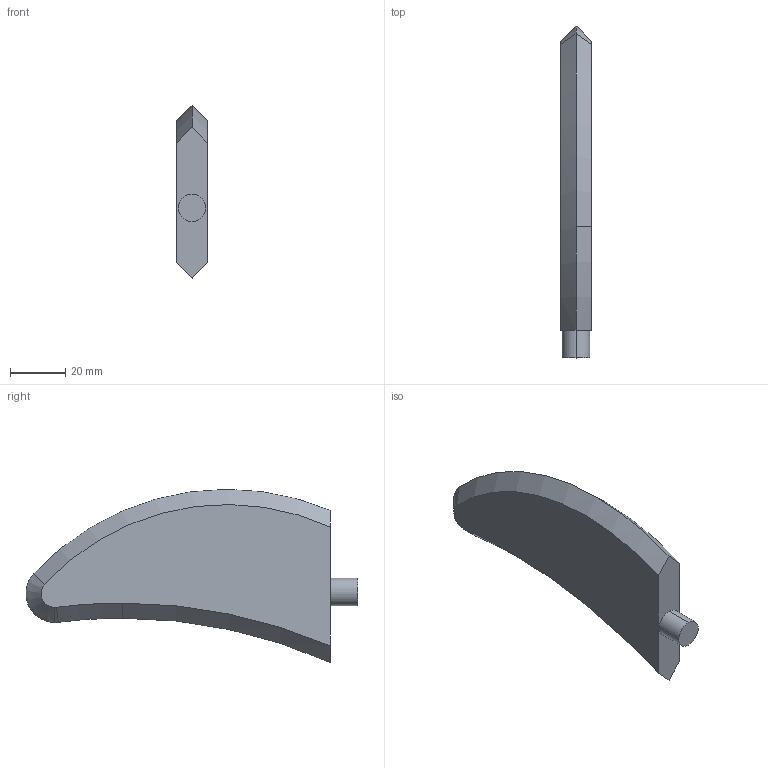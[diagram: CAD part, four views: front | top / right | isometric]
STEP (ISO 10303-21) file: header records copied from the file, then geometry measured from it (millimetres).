
FILE_DESCRIPTION (( 'STEP AP203' ), '1' );
FILE_NAME ('Part_0_LINK_2_Default_sldprt.STEP', '2023-12-04T12:19:18', ( '' ), ( '' ), 'SwSTEP 2.0', 'SolidWorks 2021', '' );
FILE_SCHEMA (( 'CONFIG_CONTROL_DESIGN' ));
Length unit declared in the file: millimetre
Products named in the file (1): Part_0_LINK_2_Default_sldprt
Bounding box: 11 x 120.47 x 62.88 mm (x, y, z)
Volume: 44718.7 mm3; surface area: 11683.2 mm2
Topology: 1 solids, 1 shells, 18 faces, 41 edges, 26 vertices
Faces by surface type: cone 9, plane 5, cylinder 4
Entity records: 598 total; most frequent: DIRECTION 99, CARTESIAN_POINT 98, ORIENTED_EDGE 82, AXIS2_PLACEMENT_3D 43, EDGE_CURVE 41, VERTEX_POINT 26, CIRCLE 24, EDGE_LOOP 19
